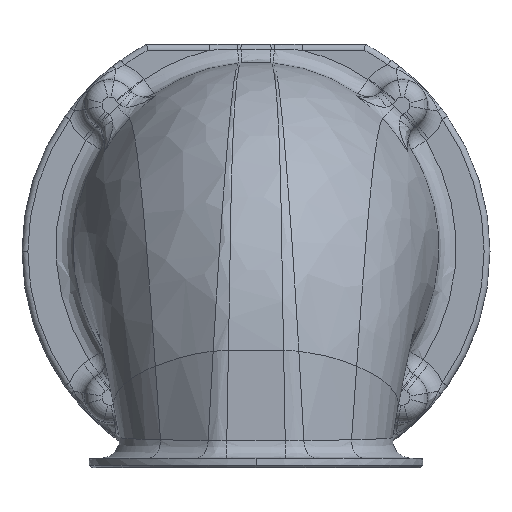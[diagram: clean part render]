
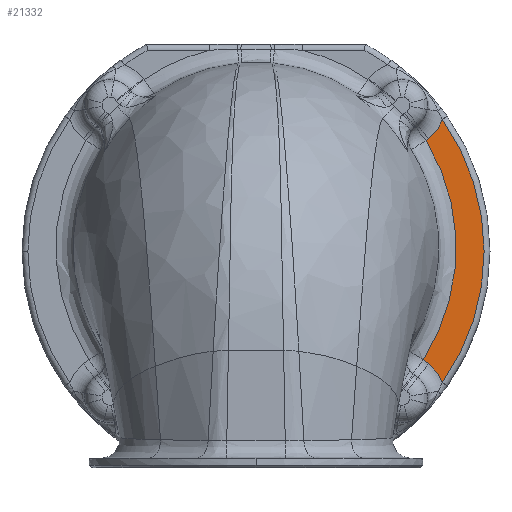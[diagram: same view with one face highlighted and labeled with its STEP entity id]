
A CAD part, left-side view. The second image highlights one B-rep face of the part: STEP entity #21332.
In plain terms, the highlighted planar face has unit normal (-1, 0, 0).
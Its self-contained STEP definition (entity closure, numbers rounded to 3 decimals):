
#96 = CARTESIAN_POINT ( 'NONE',  ( 276.5, -32.036, 25.404 ) ) ;
#505 = DIRECTION ( 'NONE',  ( -1., 0., 0. ) ) ;
#508 = PLANE ( 'NONE',  #25948 ) ;
#947 = CARTESIAN_POINT ( 'NONE',  ( 276.5, -33.727, 43.666 ) ) ;
#1218 = CIRCLE ( 'NONE', #5163, 7.3 ) ;
#1284 = CIRCLE ( 'NONE', #17907, 7.3 ) ;
#1344 = CARTESIAN_POINT ( 'NONE',  ( 276.5, -33.531, 30.563 ) ) ;
#1678 = DIRECTION ( 'NONE',  ( 1., 0., 0. ) ) ;
#2430 = DIRECTION ( 'NONE',  ( 0., 1., 0. ) ) ;
#2557 = EDGE_CURVE ( 'NONE', #22315, #24899, #26776, .T. ) ;
#3019 = EDGE_CURVE ( 'NONE', #7650, #22315, #4212, .T. ) ;
#3267 = CARTESIAN_POINT ( 'NONE',  ( 276.5, -29.062, 55.91 ) ) ;
#3392 = CARTESIAN_POINT ( 'NONE',  ( 276.5, -34.11, 40.393 ) ) ;
#3473 = CARTESIAN_POINT ( 'NONE',  ( 276.5, -28.62, 18.436 ) ) ;
#3940 = CARTESIAN_POINT ( 'NONE',  ( 276.5, -32.176, 25.793 ) ) ;
#4212 = B_SPLINE_CURVE_WITH_KNOTS ( 'NONE', 3,
 ( #3267, #25997, #11625, #19971, #5731, #22403, #15859, #12015, #947, #22145, #3392, #17653, #7654, #15599, #11755, #1344, #9689, #16000, #24334, #3940, #96, #26785, #6417, #20498, #14346, #24873 ),
 .UNSPECIFIED., .F., .F.,
 ( 4, 2, 2, 2, 2, 2, 2, 2, 2, 2, 2, 2, 4 ),
 ( 0.008, 0.013, 0.016, 0.018, 0.023, 0.026, 0.028, 0.033, 0.038, 0.039, 0.041, 0.043, 0.048 ),
 .UNSPECIFIED. ) ;
#4850 = EDGE_CURVE ( 'NONE', #15772, #10743, #1284, .T. ) ;
#5163 = AXIS2_PLACEMENT_3D ( 'NONE', #24527, #1678, #20165 ) ;
#5731 = CARTESIAN_POINT ( 'NONE',  ( 276.5, -31.971, 49.993 ) ) ;
#6094 = VECTOR ( 'NONE', #16397, 1000. ) ;
#6408 = CARTESIAN_POINT ( 'NONE',  ( 276.5, 0., 37. ) ) ;
#6417 = CARTESIAN_POINT ( 'NONE',  ( 276.5, -31.283, 23.49 ) ) ;
#6749 = AXIS2_PLACEMENT_3D ( 'NONE', #6408, #505, #15157 ) ;
#7047 = EDGE_CURVE ( 'NONE', #10743, #7650, #10196, .T. ) ;
#7650 = VERTEX_POINT ( 'NONE', #25387 ) ;
#7654 = CARTESIAN_POINT ( 'NONE',  ( 276.5, -34.216, 37.904 ) ) ;
#8042 = CARTESIAN_POINT ( 'NONE',  ( 276.5, -19.8, 25.33 ) ) ;
#8179 = EDGE_CURVE ( 'NONE', #24899, #22779, #1218, .T. ) ;
#8760 = ORIENTED_EDGE ( 'NONE', *, *, #2557, .T. ) ;
#8861 = CARTESIAN_POINT ( 'NONE',  ( 276.5, 0., 0. ) ) ;
#9689 = CARTESIAN_POINT ( 'NONE',  ( 276.5, -33.167, 28.96 ) ) ;
#9696 = CARTESIAN_POINT ( 'NONE',  ( 276.5, -29.496, 56.249 ) ) ;
#10196 = LINE ( 'NONE', #10335, #16545 ) ;
#10335 = CARTESIAN_POINT ( 'NONE',  ( 276.5, -29.226, 56.038 ) ) ;
#10743 = VERTEX_POINT ( 'NONE', #9696 ) ;
#11555 = CIRCLE ( 'NONE', #6749, 39. ) ;
#11625 = CARTESIAN_POINT ( 'NONE',  ( 276.5, -30.68, 53.053 ) ) ;
#11755 = CARTESIAN_POINT ( 'NONE',  ( 276.5, -34.037, 33.798 ) ) ;
#12015 = CARTESIAN_POINT ( 'NONE',  ( 276.5, -33.408, 45.274 ) ) ;
#12725 = ORIENTED_EDGE ( 'NONE', *, *, #24720, .T. ) ;
#13113 = DIRECTION ( 'NONE',  ( 1., 0., 0. ) ) ;
#13259 = ORIENTED_EDGE ( 'NONE', *, *, #4850, .T. ) ;
#14346 = CARTESIAN_POINT ( 'NONE',  ( 276.5, -29.487, 19.821 ) ) ;
#15157 = DIRECTION ( 'NONE',  ( 0., 1., 0. ) ) ;
#15599 = CARTESIAN_POINT ( 'NONE',  ( 276.5, -34.177, 35.431 ) ) ;
#15772 = VERTEX_POINT ( 'NONE', #22337 ) ;
#15859 = CARTESIAN_POINT ( 'NONE',  ( 276.5, -32.761, 47.649 ) ) ;
#16000 = CARTESIAN_POINT ( 'NONE',  ( 276.5, -32.569, 26.975 ) ) ;
#16397 = DIRECTION ( 'NONE',  ( 0., -0.788, -0.616 ) ) ;
#16545 = VECTOR ( 'NONE', #26746, 1000. ) ;
#17488 = CARTESIAN_POINT ( 'NONE',  ( 276.5, -25., 62. ) ) ;
#17653 = CARTESIAN_POINT ( 'NONE',  ( 276.5, -34.201, 38.734 ) ) ;
#17907 = AXIS2_PLACEMENT_3D ( 'NONE', #17488, #21457, #2430 ) ;
#19259 = FACE_OUTER_BOUND ( 'NONE', #23633, .T. ) ;
#19971 = CARTESIAN_POINT ( 'NONE',  ( 276.5, -31.668, 50.769 ) ) ;
#20165 = DIRECTION ( 'NONE',  ( 0., 1., 0. ) ) ;
#20256 = ORIENTED_EDGE ( 'NONE', *, *, #7047, .T. ) ;
#20498 = CARTESIAN_POINT ( 'NONE',  ( 276.5, -30.263, 21.257 ) ) ;
#21033 = CARTESIAN_POINT ( 'NONE',  ( 276.5, -29.496, 17.751 ) ) ;
#21332 = ADVANCED_FACE ( 'NONE', ( #19259 ), #508, .F. ) ;
#21447 = DIRECTION ( 'NONE',  ( 0., 1., 0. ) ) ;
#21457 = DIRECTION ( 'NONE',  ( 1., 0., 0. ) ) ;
#22145 = CARTESIAN_POINT ( 'NONE',  ( 276.5, -34.036, 41.216 ) ) ;
#22279 = ORIENTED_EDGE ( 'NONE', *, *, #3019, .T. ) ;
#22315 = VERTEX_POINT ( 'NONE', #3473 ) ;
#22337 = CARTESIAN_POINT ( 'NONE',  ( 276.5, -31.857, 59.497 ) ) ;
#22403 = CARTESIAN_POINT ( 'NONE',  ( 276.5, -32.516, 48.435 ) ) ;
#22779 = VERTEX_POINT ( 'NONE', #23686 ) ;
#23167 = ORIENTED_EDGE ( 'NONE', *, *, #8179, .T. ) ;
#23633 = EDGE_LOOP ( 'NONE', ( #23167, #12725, #13259, #20256, #22279, #8760 ) ) ;
#23686 = CARTESIAN_POINT ( 'NONE',  ( 276.5, -31.857, 14.503 ) ) ;
#24334 = CARTESIAN_POINT ( 'NONE',  ( 276.5, -32.442, 26.579 ) ) ;
#24527 = CARTESIAN_POINT ( 'NONE',  ( 276.5, -25., 12. ) ) ;
#24720 = EDGE_CURVE ( 'NONE', #22779, #15772, #11555, .T. ) ;
#24873 = CARTESIAN_POINT ( 'NONE',  ( 276.5, -28.62, 18.436 ) ) ;
#24899 = VERTEX_POINT ( 'NONE', #21033 ) ;
#25387 = CARTESIAN_POINT ( 'NONE',  ( 276.5, -29.062, 55.91 ) ) ;
#25948 = AXIS2_PLACEMENT_3D ( 'NONE', #8861, #13113, #21447 ) ;
#25997 = CARTESIAN_POINT ( 'NONE',  ( 276.5, -29.92, 54.512 ) ) ;
#26746 = DIRECTION ( 'NONE',  ( 0., 0.788, -0.616 ) ) ;
#26776 = LINE ( 'NONE', #8042, #6094 ) ;
#26785 = CARTESIAN_POINT ( 'NONE',  ( 276.5, -31.599, 24.247 ) ) ;
